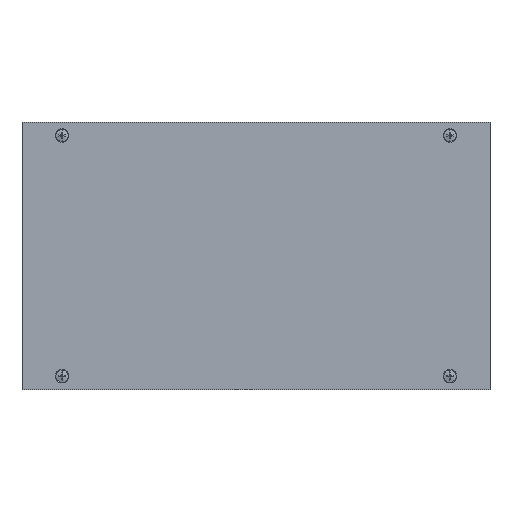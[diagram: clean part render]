
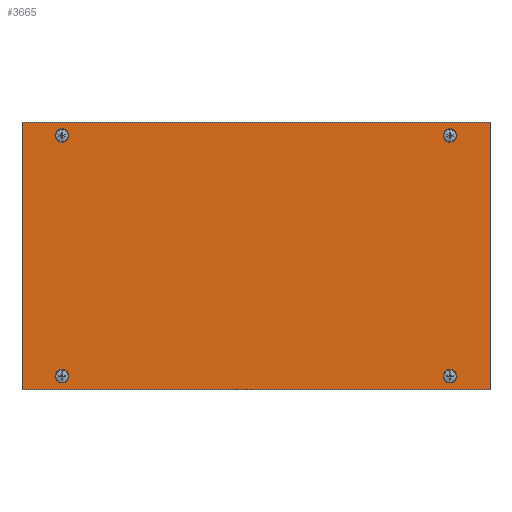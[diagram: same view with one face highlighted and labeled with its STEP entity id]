
A CAD part, top view. The second image highlights one B-rep face of the part: STEP entity #3665.
In plain terms, the highlighted planar face has unit normal (0, 0, 1).
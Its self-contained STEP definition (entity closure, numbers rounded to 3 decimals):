
#28 = VERTEX_POINT ( 'NONE', #9883 ) ;
#39 = VERTEX_POINT ( 'NONE', #2234 ) ;
#205 = VERTEX_POINT ( 'NONE', #5395 ) ;
#410 = DIRECTION ( 'NONE',  ( 0., 0., 1. ) ) ;
#977 = EDGE_CURVE ( 'NONE', #7300, #28, #4491, .T. ) ;
#1008 = AXIS2_PLACEMENT_3D ( 'NONE', #10022, #5092, #7096 ) ;
#1024 = EDGE_CURVE ( 'NONE', #7839, #8910, #10582, .T. ) ;
#1162 = EDGE_CURVE ( 'NONE', #4030, #8914, #4254, .T. ) ;
#1249 = CIRCLE ( 'NONE', #4493, 5. ) ;
#1415 = FACE_BOUND ( 'NONE', #1449, .T. ) ;
#1449 = EDGE_LOOP ( 'NONE', ( #4483, #5918 ) ) ;
#1487 = DIRECTION ( 'NONE',  ( 0., -1., 0. ) ) ;
#1500 = ORIENTED_EDGE ( 'NONE', *, *, #1024, .F. ) ;
#1766 = EDGE_LOOP ( 'NONE', ( #12372, #11254, #6012, #7804 ) ) ;
#1796 = CARTESIAN_POINT ( 'NONE',  ( 350., 0., 0. ) ) ;
#1942 = CARTESIAN_POINT ( 'NONE',  ( 30., 10., 0. ) ) ;
#1980 = ORIENTED_EDGE ( 'NONE', *, *, #11794, .F. ) ;
#2095 = CARTESIAN_POINT ( 'NONE',  ( 35., 10., 0. ) ) ;
#2144 = EDGE_CURVE ( 'NONE', #5492, #39, #5889, .T. ) ;
#2234 = CARTESIAN_POINT ( 'NONE',  ( 315., 10., 0. ) ) ;
#2246 = DIRECTION ( 'NONE',  ( 0., 0., 1. ) ) ;
#2400 = VECTOR ( 'NONE', #5496, 1000. ) ;
#2485 = FACE_BOUND ( 'NONE', #4595, .T. ) ;
#2569 = EDGE_LOOP ( 'NONE', ( #1980, #10857 ) ) ;
#3184 = DIRECTION ( 'NONE',  ( 0., 0., 1. ) ) ;
#3240 = CARTESIAN_POINT ( 'NONE',  ( 325., 190., 0. ) ) ;
#3469 = AXIS2_PLACEMENT_3D ( 'NONE', #1942, #4845, #6000 ) ;
#3511 = LINE ( 'NONE', #11149, #11458 ) ;
#3520 = ORIENTED_EDGE ( 'NONE', *, *, #4552, .F. ) ;
#3527 = VERTEX_POINT ( 'NONE', #9129 ) ;
#3561 = DIRECTION ( 'NONE',  ( 0., 0., -1. ) ) ;
#3585 = DIRECTION ( 'NONE',  ( 1., 0., 0. ) ) ;
#3665 = ADVANCED_FACE ( 'NONE', ( #1415, #4514, #2485, #8289, #8424 ), #11269, .F. ) ;
#3869 = AXIS2_PLACEMENT_3D ( 'NONE', #7039, #410, #9966 ) ;
#4030 = VERTEX_POINT ( 'NONE', #9655 ) ;
#4102 = CARTESIAN_POINT ( 'NONE',  ( 0., 0., 0. ) ) ;
#4149 = CARTESIAN_POINT ( 'NONE',  ( 25., 10., 0. ) ) ;
#4212 = AXIS2_PLACEMENT_3D ( 'NONE', #5957, #9731, #11894 ) ;
#4254 = CIRCLE ( 'NONE', #1008, 5. ) ;
#4483 = ORIENTED_EDGE ( 'NONE', *, *, #2144, .F. ) ;
#4491 = LINE ( 'NONE', #11309, #2400 ) ;
#4493 = AXIS2_PLACEMENT_3D ( 'NONE', #8103, #3184, #11913 ) ;
#4514 = FACE_BOUND ( 'NONE', #2569, .T. ) ;
#4552 = EDGE_CURVE ( 'NONE', #8910, #7839, #7451, .T. ) ;
#4588 = EDGE_CURVE ( 'NONE', #6181, #7300, #5473, .T. ) ;
#4595 = EDGE_LOOP ( 'NONE', ( #7398, #5902 ) ) ;
#4737 = CARTESIAN_POINT ( 'NONE',  ( 30., 190., 0. ) ) ;
#4845 = DIRECTION ( 'NONE',  ( 0., 0., 1. ) ) ;
#4912 = LINE ( 'NONE', #4102, #8801 ) ;
#5092 = DIRECTION ( 'NONE',  ( 0., 0., 1. ) ) ;
#5395 = CARTESIAN_POINT ( 'NONE',  ( 35., 190., 0. ) ) ;
#5442 = EDGE_CURVE ( 'NONE', #8027, #205, #1249, .T. ) ;
#5473 = LINE ( 'NONE', #1796, #9137 ) ;
#5492 = VERTEX_POINT ( 'NONE', #11081 ) ;
#5496 = DIRECTION ( 'NONE',  ( -1., 0., 0. ) ) ;
#5889 = CIRCLE ( 'NONE', #3869, 5. ) ;
#5902 = ORIENTED_EDGE ( 'NONE', *, *, #5442, .F. ) ;
#5918 = ORIENTED_EDGE ( 'NONE', *, *, #11273, .F. ) ;
#5957 = CARTESIAN_POINT ( 'NONE',  ( 320., 10., 0. ) ) ;
#6000 = DIRECTION ( 'NONE',  ( 1., 0., 0. ) ) ;
#6012 = ORIENTED_EDGE ( 'NONE', *, *, #8703, .T. ) ;
#6092 = CIRCLE ( 'NONE', #6309, 5. ) ;
#6175 = EDGE_CURVE ( 'NONE', #205, #8027, #6092, .T. ) ;
#6181 = VERTEX_POINT ( 'NONE', #6991 ) ;
#6251 = CARTESIAN_POINT ( 'NONE',  ( 30., 10., 0. ) ) ;
#6309 = AXIS2_PLACEMENT_3D ( 'NONE', #4737, #7760, #9853 ) ;
#6584 = CARTESIAN_POINT ( 'NONE',  ( 320., 190., 0. ) ) ;
#6865 = CIRCLE ( 'NONE', #12554, 5. ) ;
#6991 = CARTESIAN_POINT ( 'NONE',  ( 350., 0., 0. ) ) ;
#7039 = CARTESIAN_POINT ( 'NONE',  ( 320., 10., 0. ) ) ;
#7096 = DIRECTION ( 'NONE',  ( 1., 0., 0. ) ) ;
#7300 = VERTEX_POINT ( 'NONE', #11628 ) ;
#7398 = ORIENTED_EDGE ( 'NONE', *, *, #6175, .F. ) ;
#7451 = CIRCLE ( 'NONE', #11509, 5. ) ;
#7760 = DIRECTION ( 'NONE',  ( 0., 0., 1. ) ) ;
#7804 = ORIENTED_EDGE ( 'NONE', *, *, #8392, .T. ) ;
#7839 = VERTEX_POINT ( 'NONE', #4149 ) ;
#8027 = VERTEX_POINT ( 'NONE', #9857 ) ;
#8103 = CARTESIAN_POINT ( 'NONE',  ( 30., 190., 0. ) ) ;
#8289 = FACE_BOUND ( 'NONE', #9614, .T. ) ;
#8392 = EDGE_CURVE ( 'NONE', #3527, #6181, #4912, .T. ) ;
#8424 = FACE_OUTER_BOUND ( 'NONE', #1766, .T. ) ;
#8703 = EDGE_CURVE ( 'NONE', #28, #3527, #3511, .T. ) ;
#8801 = VECTOR ( 'NONE', #11630, 1000. ) ;
#8910 = VERTEX_POINT ( 'NONE', #2095 ) ;
#8914 = VERTEX_POINT ( 'NONE', #3240 ) ;
#9117 = DIRECTION ( 'NONE',  ( 1., 0., 0. ) ) ;
#9129 = CARTESIAN_POINT ( 'NONE',  ( 0., 0., 0. ) ) ;
#9137 = VECTOR ( 'NONE', #10272, 1000. ) ;
#9294 = CARTESIAN_POINT ( 'NONE',  ( 0., 0., 0. ) ) ;
#9614 = EDGE_LOOP ( 'NONE', ( #3520, #1500 ) ) ;
#9655 = CARTESIAN_POINT ( 'NONE',  ( 315., 190., 0. ) ) ;
#9731 = DIRECTION ( 'NONE',  ( 0., 0., 1. ) ) ;
#9853 = DIRECTION ( 'NONE',  ( 1., 0., 0. ) ) ;
#9857 = CARTESIAN_POINT ( 'NONE',  ( 25., 190., 0. ) ) ;
#9883 = CARTESIAN_POINT ( 'NONE',  ( 0., 200., 0. ) ) ;
#9966 = DIRECTION ( 'NONE',  ( 1., 0., 0. ) ) ;
#10022 = CARTESIAN_POINT ( 'NONE',  ( 320., 190., 0. ) ) ;
#10272 = DIRECTION ( 'NONE',  ( 0., 1., 0. ) ) ;
#10582 = CIRCLE ( 'NONE', #3469, 5. ) ;
#10857 = ORIENTED_EDGE ( 'NONE', *, *, #1162, .F. ) ;
#11081 = CARTESIAN_POINT ( 'NONE',  ( 325., 10., 0. ) ) ;
#11149 = CARTESIAN_POINT ( 'NONE',  ( 0., 0., 0. ) ) ;
#11254 = ORIENTED_EDGE ( 'NONE', *, *, #977, .T. ) ;
#11269 = PLANE ( 'NONE',  #11271 ) ;
#11271 = AXIS2_PLACEMENT_3D ( 'NONE', #9294, #3561, #11333 ) ;
#11273 = EDGE_CURVE ( 'NONE', #39, #5492, #11748, .T. ) ;
#11309 = CARTESIAN_POINT ( 'NONE',  ( 0., 200., 0. ) ) ;
#11333 = DIRECTION ( 'NONE',  ( -1., 0., 0. ) ) ;
#11458 = VECTOR ( 'NONE', #1487, 1000. ) ;
#11509 = AXIS2_PLACEMENT_3D ( 'NONE', #6251, #2246, #9117 ) ;
#11628 = CARTESIAN_POINT ( 'NONE',  ( 350., 200., 0. ) ) ;
#11630 = DIRECTION ( 'NONE',  ( 1., 0., 0. ) ) ;
#11748 = CIRCLE ( 'NONE', #4212, 5. ) ;
#11794 = EDGE_CURVE ( 'NONE', #8914, #4030, #6865, .T. ) ;
#11894 = DIRECTION ( 'NONE',  ( 1., 0., 0. ) ) ;
#11913 = DIRECTION ( 'NONE',  ( 1., 0., 0. ) ) ;
#12318 = DIRECTION ( 'NONE',  ( 0., 0., 1. ) ) ;
#12372 = ORIENTED_EDGE ( 'NONE', *, *, #4588, .T. ) ;
#12554 = AXIS2_PLACEMENT_3D ( 'NONE', #6584, #12318, #3585 ) ;
